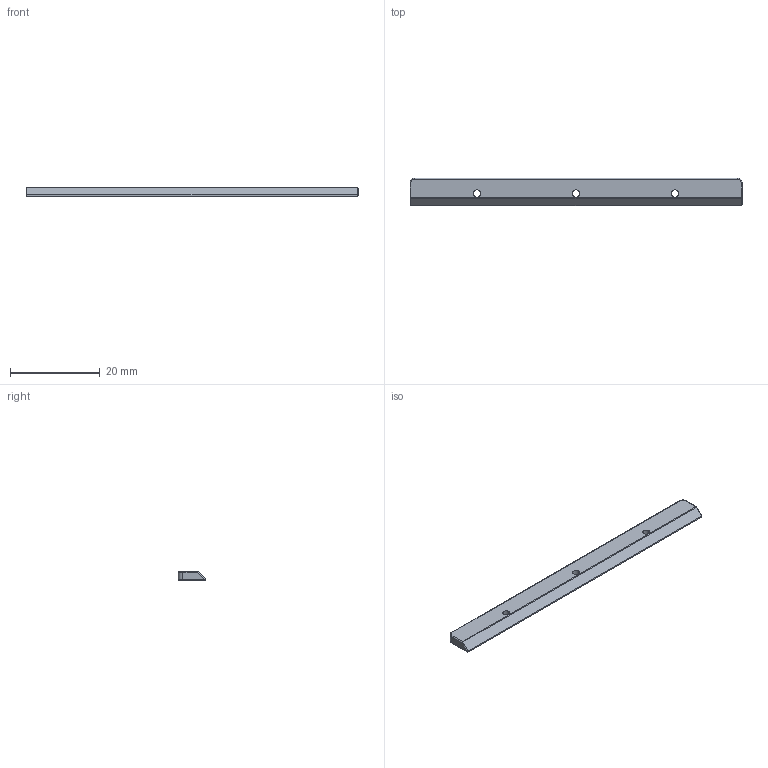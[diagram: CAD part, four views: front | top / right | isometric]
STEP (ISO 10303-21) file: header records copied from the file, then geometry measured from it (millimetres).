
FILE_DESCRIPTION (( 'STEP AP203' ), '1' );
FILE_NAME ('CardWedge.STEP', '2019-05-09T02:34:11', ( '' ), ( '' ), 'SwSTEP 2.0', 'SolidWorks 2018', '' );
FILE_SCHEMA (( 'CONFIG_CONTROL_DESIGN' ));
Length unit declared in the file: millimetre
Products named in the file (1): CardWedge
Bounding box: 73.8 x 6.12 x 2 mm (x, y, z)
Volume: 778.9 mm3; surface area: 1138.5 mm2
Topology: 1 solids, 1 shells, 32 faces, 74 edges, 42 vertices
Faces by surface type: cylinder 18, plane 6, sphere 4, torus 4
Entity records: 963 total; most frequent: DIRECTION 176, CARTESIAN_POINT 143, ORIENTED_EDGE 140, AXIS2_PLACEMENT_3D 73, EDGE_CURVE 70, CIRCLE 40, VERTEX_POINT 40, EDGE_LOOP 38
